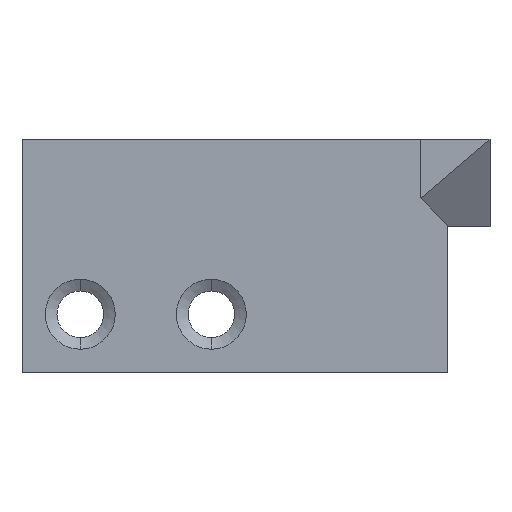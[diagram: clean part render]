
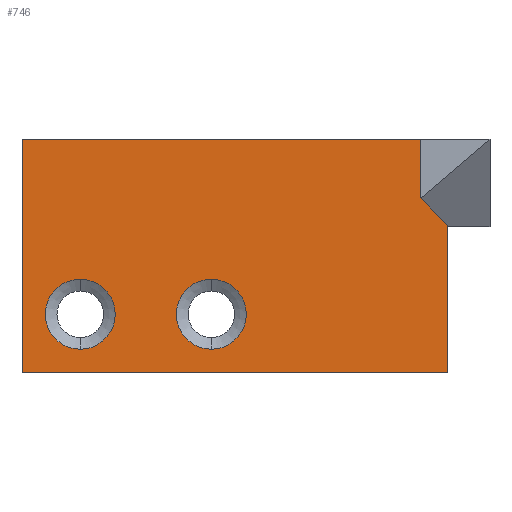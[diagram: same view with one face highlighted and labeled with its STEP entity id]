
A CAD part, front view. The second image highlights one B-rep face of the part: STEP entity #746.
In plain terms, the highlighted planar face has unit normal (0, -1, 0).
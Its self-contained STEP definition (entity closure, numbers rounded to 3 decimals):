
#13 = AXIS2_PLACEMENT_3D ( 'NONE', #2914, #2393, #2899 ) ;
#20 = EDGE_CURVE ( 'NONE', #1841, #1972, #1440, .T. ) ;
#157 = CARTESIAN_POINT ( 'NONE',  ( -5.04, -1.165, -4.2 ) ) ;
#173 = DIRECTION ( 'NONE',  ( 0., 0., -1. ) ) ;
#175 = VERTEX_POINT ( 'NONE', #3203 ) ;
#334 = DIRECTION ( 'NONE',  ( 0., -1., 0. ) ) ;
#417 = DIRECTION ( 'NONE',  ( 0., 0., 1. ) ) ;
#418 = DIRECTION ( 'NONE',  ( -1., 0., 0. ) ) ;
#441 = ORIENTED_EDGE ( 'NONE', *, *, #1902, .F. ) ;
#444 = ORIENTED_EDGE ( 'NONE', *, *, #2171, .F. ) ;
#627 = PLANE ( 'NONE',  #13 ) ;
#678 = LINE ( 'NONE', #2653, #2530 ) ;
#691 = DIRECTION ( 'NONE',  ( 0., -1., 0. ) ) ;
#711 = VERTEX_POINT ( 'NONE', #927 ) ;
#723 = VECTOR ( 'NONE', #1839, 1000. ) ;
#738 = EDGE_CURVE ( 'NONE', #1972, #2998, #1691, .T. ) ;
#746 = ADVANCED_FACE ( 'NONE', ( #2121, #1922, #3109 ), #627, .F. ) ;
#787 = DIRECTION ( 'NONE',  ( 0., 0., -1. ) ) ;
#793 = VECTOR ( 'NONE', #2410, 1000. ) ;
#815 = VECTOR ( 'NONE', #819, 1000. ) ;
#819 = DIRECTION ( 'NONE',  ( 1., 0., 0. ) ) ;
#851 = ORIENTED_EDGE ( 'NONE', *, *, #3151, .F. ) ;
#875 = VERTEX_POINT ( 'NONE', #1246 ) ;
#887 = CARTESIAN_POINT ( 'NONE',  ( -5.04, -1.165, -3. ) ) ;
#908 = CARTESIAN_POINT ( 'NONE',  ( 7.581, -1.165, -5. ) ) ;
#919 = CIRCLE ( 'NONE', #1330, 1.2 ) ;
#927 = CARTESIAN_POINT ( 'NONE',  ( -0.54, -1.165, -1.8 ) ) ;
#1030 = DIRECTION ( 'NONE',  ( 0., -1., 0. ) ) ;
#1046 = VECTOR ( 'NONE', #417, 1000. ) ;
#1065 = LINE ( 'NONE', #3057, #815 ) ;
#1098 = LINE ( 'NONE', #2878, #723 ) ;
#1112 = ORIENTED_EDGE ( 'NONE', *, *, #20, .T. ) ;
#1227 = EDGE_CURVE ( 'NONE', #175, #2998, #1727, .T. ) ;
#1246 = CARTESIAN_POINT ( 'NONE',  ( -0.54, -1.165, -4.2 ) ) ;
#1326 = VERTEX_POINT ( 'NONE', #2471 ) ;
#1330 = AXIS2_PLACEMENT_3D ( 'NONE', #2729, #3216, #787 ) ;
#1440 = LINE ( 'NONE', #908, #1046 ) ;
#1452 = ORIENTED_EDGE ( 'NONE', *, *, #3198, .F. ) ;
#1479 = EDGE_LOOP ( 'NONE', ( #3219, #3095, #3177, #3126, #1112, #2768 ) ) ;
#1480 = EDGE_LOOP ( 'NONE', ( #851, #441 ) ) ;
#1490 = CIRCLE ( 'NONE', #2074, 1.2 ) ;
#1569 = AXIS2_PLACEMENT_3D ( 'NONE', #887, #334, #2370 ) ;
#1653 = VERTEX_POINT ( 'NONE', #157 ) ;
#1657 = EDGE_LOOP ( 'NONE', ( #1452, #444 ) ) ;
#1691 = LINE ( 'NONE', #2688, #793 ) ;
#1727 = LINE ( 'NONE', #3228, #3176 ) ;
#1785 = EDGE_CURVE ( 'NONE', #1841, #2660, #678, .T. ) ;
#1839 = DIRECTION ( 'NONE',  ( 0., 0., -1. ) ) ;
#1841 = VERTEX_POINT ( 'NONE', #3006 ) ;
#1878 = CARTESIAN_POINT ( 'NONE',  ( 7.581, -1.165, 0.047 ) ) ;
#1898 = CARTESIAN_POINT ( 'NONE',  ( -5.04, -1.165, -3. ) ) ;
#1902 = EDGE_CURVE ( 'NONE', #711, #875, #919, .T. ) ;
#1922 = FACE_BOUND ( 'NONE', #1480, .T. ) ;
#1972 = VERTEX_POINT ( 'NONE', #1878 ) ;
#2040 = EDGE_CURVE ( 'NONE', #2611, #175, #1065, .T. ) ;
#2074 = AXIS2_PLACEMENT_3D ( 'NONE', #1898, #691, #173 ) ;
#2121 = FACE_BOUND ( 'NONE', #1657, .T. ) ;
#2162 = CARTESIAN_POINT ( 'NONE',  ( -7.04, -1.165, 3. ) ) ;
#2171 = EDGE_CURVE ( 'NONE', #1326, #1653, #1490, .T. ) ;
#2276 = CARTESIAN_POINT ( 'NONE',  ( -0.54, -1.165, -3. ) ) ;
#2370 = DIRECTION ( 'NONE',  ( 0., 0., -1. ) ) ;
#2393 = DIRECTION ( 'NONE',  ( 0., 1., 0. ) ) ;
#2410 = DIRECTION ( 'NONE',  ( -0.707, 0., 0.707 ) ) ;
#2471 = CARTESIAN_POINT ( 'NONE',  ( -5.04, -1.165, -1.8 ) ) ;
#2496 = AXIS2_PLACEMENT_3D ( 'NONE', #2276, #1030, #2582 ) ;
#2501 = CARTESIAN_POINT ( 'NONE',  ( 6.628, -1.165, 1. ) ) ;
#2530 = VECTOR ( 'NONE', #418, 1000. ) ;
#2582 = DIRECTION ( 'NONE',  ( 0., 0., -1. ) ) ;
#2611 = VERTEX_POINT ( 'NONE', #2162 ) ;
#2653 = CARTESIAN_POINT ( 'NONE',  ( 7.581, -1.165, -5. ) ) ;
#2660 = VERTEX_POINT ( 'NONE', #3212 ) ;
#2688 = CARTESIAN_POINT ( 'NONE',  ( 3.833, -1.165, 3.795 ) ) ;
#2729 = CARTESIAN_POINT ( 'NONE',  ( -0.54, -1.165, -3. ) ) ;
#2768 = ORIENTED_EDGE ( 'NONE', *, *, #738, .T. ) ;
#2820 = CIRCLE ( 'NONE', #1569, 1.2 ) ;
#2878 = CARTESIAN_POINT ( 'NONE',  ( -7.04, -1.165, -5. ) ) ;
#2899 = DIRECTION ( 'NONE',  ( 0., 0., 1. ) ) ;
#2914 = CARTESIAN_POINT ( 'NONE',  ( 3.039, -1.165, 3. ) ) ;
#2986 = DIRECTION ( 'NONE',  ( 0., 0., -1. ) ) ;
#2998 = VERTEX_POINT ( 'NONE', #2501 ) ;
#3006 = CARTESIAN_POINT ( 'NONE',  ( 7.581, -1.165, -5. ) ) ;
#3019 = CIRCLE ( 'NONE', #2496, 1.2 ) ;
#3057 = CARTESIAN_POINT ( 'NONE',  ( 6.628, -1.165, 3. ) ) ;
#3095 = ORIENTED_EDGE ( 'NONE', *, *, #2040, .F. ) ;
#3109 = FACE_OUTER_BOUND ( 'NONE', #1479, .T. ) ;
#3126 = ORIENTED_EDGE ( 'NONE', *, *, #1785, .F. ) ;
#3151 = EDGE_CURVE ( 'NONE', #875, #711, #3019, .T. ) ;
#3176 = VECTOR ( 'NONE', #2986, 1000. ) ;
#3177 = ORIENTED_EDGE ( 'NONE', *, *, #3202, .T. ) ;
#3198 = EDGE_CURVE ( 'NONE', #1653, #1326, #2820, .T. ) ;
#3202 = EDGE_CURVE ( 'NONE', #2611, #2660, #1098, .T. ) ;
#3203 = CARTESIAN_POINT ( 'NONE',  ( 6.628, -1.165, 3. ) ) ;
#3212 = CARTESIAN_POINT ( 'NONE',  ( -7.04, -1.165, -5. ) ) ;
#3216 = DIRECTION ( 'NONE',  ( 0., -1., 0. ) ) ;
#3219 = ORIENTED_EDGE ( 'NONE', *, *, #1227, .F. ) ;
#3228 = CARTESIAN_POINT ( 'NONE',  ( 6.628, -1.165, 3. ) ) ;
